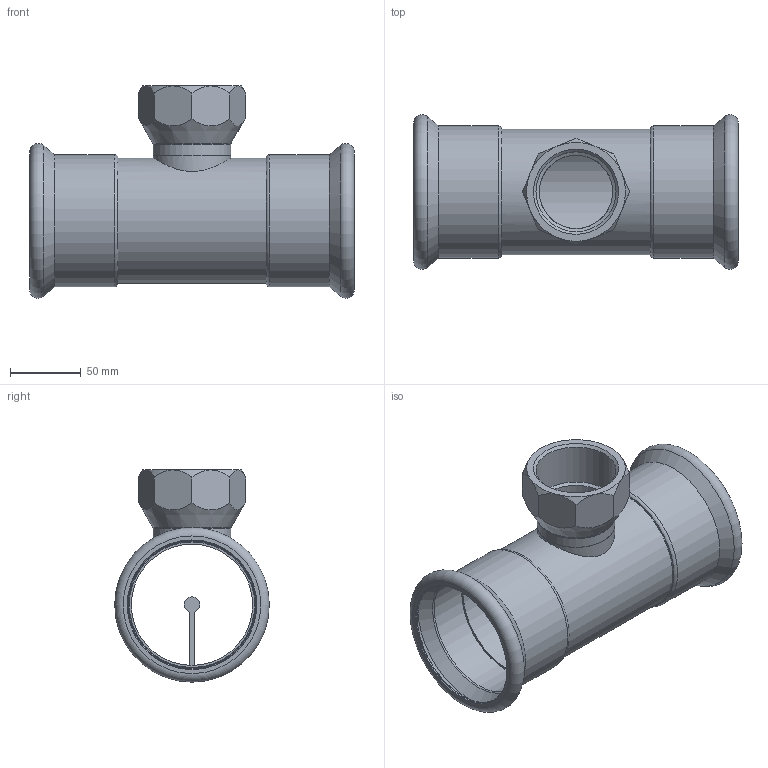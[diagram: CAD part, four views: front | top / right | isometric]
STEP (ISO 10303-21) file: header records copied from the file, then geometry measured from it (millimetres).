
FILE_DESCRIPTION(/* description */ (''),/* implementation_level */ '2;1');
FILE_NAME(/* name */ '34269.stp',/* time_stamp */ '2014-04-01T20:34:12+02:00',/* author */ ('bruh'),/* organization */ (''),/* preprocessor_version */ 'ST-DEVELOPER v15.2',/* originating_system */ 'Autodesk Inventor 2014',/* authorisation */ '');
FILE_SCHEMA (('AUTOMOTIVE_DESIGN { 1 0 10303 214 3 1 1 }'));
Length unit declared in the file: millimetre
Products named in the file (4): 401121; 900029; 101565; 34269
Bounding box: 230 x 109.5 x 150.25 mm (x, y, z)
Volume: 194116.8 mm3; surface area: 183962.4 mm2
Topology: 4 solids, 4 shells, 72 faces, 150 edges, 91 vertices
Faces by surface type: plane 27, cone 19, cylinder 17, torus 9
Full cylindrical faces by diameter (mm): 52 x2, 55 x2, 56.656 x1, 85.9 x1, 87.9 x2, 88.9 x1, 89.5 x2, 91 x2, 93.5 x2
Entity records: 1471 total; most frequent: CARTESIAN_POINT 384, DIRECTION 218, ORIENTED_EDGE 166, AXIS2_PLACEMENT_3D 101, EDGE_LOOP 86, EDGE_CURVE 83, VERTEX_POINT 63, ADVANCED_FACE 52
